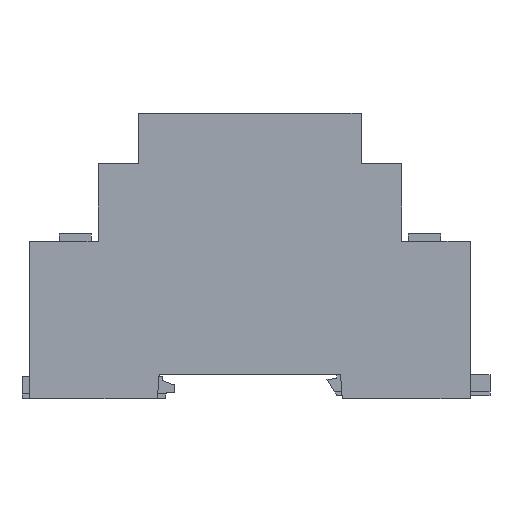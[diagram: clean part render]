
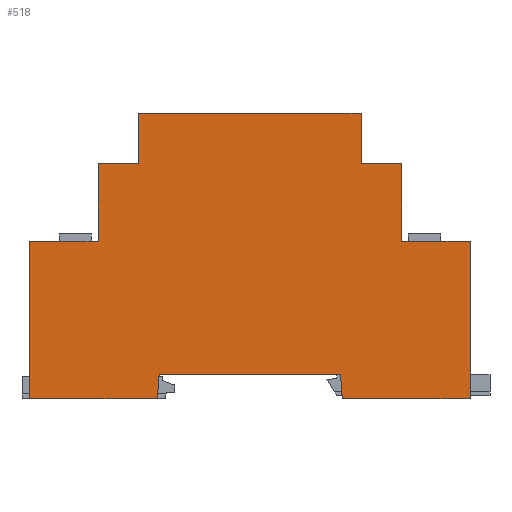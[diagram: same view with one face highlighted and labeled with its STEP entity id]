
A CAD part, left-side view. The second image highlights one B-rep face of the part: STEP entity #518.
In plain terms, the highlighted planar face has unit normal (-1, 0, 0).
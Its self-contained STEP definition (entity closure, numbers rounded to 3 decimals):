
#518=ADVANCED_FACE('',(#4938),#4940,.T.);
#4938=FACE_BOUND('',#4939,.T.);
#4939=EDGE_LOOP('',(#8448,#8449,#8450,#8451,#8452,#8453,#8454,#8455,#8456,#8457,
#8458,#8459,#8460,#8461,#8462,#8463));
#4940=PLANE('',#4941);
#4941=AXIS2_PLACEMENT_3D('',#4942,#4943,#4944);
#4942=CARTESIAN_POINT('',(-35.5,0.,0.));
#4943=DIRECTION('',(-1.,0.,0.));
#4944=DIRECTION('',(0.,0.,-1.));
#8448=ORIENTED_EDGE('',*,*,#11094,.T.);
#8449=ORIENTED_EDGE('',*,*,#11124,.T.);
#8450=ORIENTED_EDGE('',*,*,#11127,.T.);
#8451=ORIENTED_EDGE('',*,*,#11128,.T.);
#8452=ORIENTED_EDGE('',*,*,#11129,.T.);
#8453=ORIENTED_EDGE('',*,*,#11130,.T.);
#8454=ORIENTED_EDGE('',*,*,#11131,.T.);
#8455=ORIENTED_EDGE('',*,*,#11132,.T.);
#8456=ORIENTED_EDGE('',*,*,#11133,.T.);
#8457=ORIENTED_EDGE('',*,*,#11134,.T.);
#8458=ORIENTED_EDGE('',*,*,#11135,.T.);
#8459=ORIENTED_EDGE('',*,*,#11136,.T.);
#8460=ORIENTED_EDGE('',*,*,#11137,.T.);
#8461=ORIENTED_EDGE('',*,*,#11138,.T.);
#8462=ORIENTED_EDGE('',*,*,#11139,.T.);
#8463=ORIENTED_EDGE('',*,*,#11140,.T.);
#11094=EDGE_CURVE('',#12584,#12582,#12585,.T.);
#11124=EDGE_CURVE('',#12582,#12630,#12632,.T.);
#11127=EDGE_CURVE('',#12630,#12636,#12637,.T.);
#11128=EDGE_CURVE('',#12636,#12638,#12639,.T.);
#11129=EDGE_CURVE('',#12638,#12640,#12641,.T.);
#11130=EDGE_CURVE('',#12640,#12642,#12643,.T.);
#11131=EDGE_CURVE('',#12642,#12644,#12645,.T.);
#11132=EDGE_CURVE('',#12644,#12646,#12647,.T.);
#11133=EDGE_CURVE('',#12646,#12648,#12649,.T.);
#11134=EDGE_CURVE('',#12648,#12650,#12651,.T.);
#11135=EDGE_CURVE('',#12650,#12652,#12653,.T.);
#11136=EDGE_CURVE('',#12652,#12654,#12655,.T.);
#11137=EDGE_CURVE('',#12654,#12656,#12657,.T.);
#11138=EDGE_CURVE('',#12656,#12658,#12659,.T.);
#11139=EDGE_CURVE('',#12658,#12660,#12661,.T.);
#11140=EDGE_CURVE('',#12660,#12584,#12662,.T.);
#12582=VERTEX_POINT('',#15161);
#12584=VERTEX_POINT('',#15165);
#12585=LINE('',#15166,#15167);
#12630=VERTEX_POINT('',#15270);
#12632=LINE('',#15274,#15275);
#12636=VERTEX_POINT('',#15284);
#12637=LINE('',#15285,#15286);
#12638=VERTEX_POINT('',#15288);
#12639=LINE('',#15289,#15290);
#12640=VERTEX_POINT('',#15292);
#12641=LINE('',#15293,#15294);
#12642=VERTEX_POINT('',#15296);
#12643=LINE('',#15297,#15298);
#12644=VERTEX_POINT('',#15300);
#12645=LINE('',#15301,#15302);
#12646=VERTEX_POINT('',#15304);
#12647=LINE('',#15305,#15306);
#12648=VERTEX_POINT('',#15308);
#12649=LINE('',#15309,#15310);
#12650=VERTEX_POINT('',#15312);
#12651=LINE('',#15313,#15314);
#12652=VERTEX_POINT('',#15316);
#12653=LINE('',#15317,#15318);
#12654=VERTEX_POINT('',#15320);
#12655=LINE('',#15321,#15322);
#12656=VERTEX_POINT('',#15324);
#12657=LINE('',#15325,#15326);
#12658=VERTEX_POINT('',#15328);
#12659=LINE('',#15329,#15330);
#12660=VERTEX_POINT('',#15332);
#12661=LINE('',#15333,#15334);
#12662=LINE('',#15336,#15337);
#15161=CARTESIAN_POINT('',(-35.5,44.6,-4.987));
#15165=CARTESIAN_POINT('',(-35.5,44.6,26.878));
#15166=CARTESIAN_POINT('',(-35.5,44.6,26.878));
#15167=VECTOR('',#15168,1.);
#15168=DIRECTION('',(0.,0.,-1.));
#15270=CARTESIAN_POINT('',(-35.5,18.7,-4.987));
#15274=CARTESIAN_POINT('',(-35.5,44.6,-4.987));
#15275=VECTOR('',#15276,1.);
#15276=DIRECTION('',(0.,-1.,0.));
#15284=CARTESIAN_POINT('',(-35.5,18.351,0.));
#15285=CARTESIAN_POINT('',(-35.5,18.7,-4.987));
#15286=VECTOR('',#15287,1.);
#15287=DIRECTION('',(0.,-0.07,0.998));
#15288=CARTESIAN_POINT('',(-35.5,-18.351,0.));
#15289=CARTESIAN_POINT('',(-35.5,18.351,0.));
#15290=VECTOR('',#15291,1.);
#15291=DIRECTION('',(0.,-1.,0.));
#15292=CARTESIAN_POINT('',(-35.5,-18.7,-4.987));
#15293=CARTESIAN_POINT('',(-35.5,-18.351,0.));
#15294=VECTOR('',#15295,1.);
#15295=DIRECTION('',(0.,-0.07,-0.998));
#15296=CARTESIAN_POINT('',(-35.5,-44.6,-4.987));
#15297=CARTESIAN_POINT('',(-35.5,-18.7,-4.987));
#15298=VECTOR('',#15299,1.);
#15299=DIRECTION('',(0.,-1.,0.));
#15300=CARTESIAN_POINT('',(-35.5,-44.6,26.878));
#15301=CARTESIAN_POINT('',(-35.5,-44.6,-4.987));
#15302=VECTOR('',#15303,1.);
#15303=DIRECTION('',(0.,0.,1.));
#15304=CARTESIAN_POINT('',(-35.5,-30.7,26.878));
#15305=CARTESIAN_POINT('',(-35.5,-44.6,26.878));
#15306=VECTOR('',#15307,1.);
#15307=DIRECTION('',(0.,1.,0.));
#15308=CARTESIAN_POINT('',(-35.5,-30.7,42.606));
#15309=CARTESIAN_POINT('',(-35.5,-30.7,26.878));
#15310=VECTOR('',#15311,1.);
#15311=DIRECTION('',(0.,0.,1.));
#15312=CARTESIAN_POINT('',(-35.5,-22.5,42.606));
#15313=CARTESIAN_POINT('',(-35.5,-30.7,42.606));
#15314=VECTOR('',#15315,1.);
#15315=DIRECTION('',(0.,1.,0.));
#15316=CARTESIAN_POINT('',(-35.5,-22.5,52.804));
#15317=CARTESIAN_POINT('',(-35.5,-22.5,42.606));
#15318=VECTOR('',#15319,1.);
#15319=DIRECTION('',(0.,0.,1.));
#15320=CARTESIAN_POINT('',(-35.5,22.5,52.804));
#15321=CARTESIAN_POINT('',(-35.5,-22.5,52.804));
#15322=VECTOR('',#15323,1.);
#15323=DIRECTION('',(0.,1.,0.));
#15324=CARTESIAN_POINT('',(-35.5,22.5,42.606));
#15325=CARTESIAN_POINT('',(-35.5,22.5,52.804));
#15326=VECTOR('',#15327,1.);
#15327=DIRECTION('',(0.,0.,-1.));
#15328=CARTESIAN_POINT('',(-35.5,30.7,42.606));
#15329=CARTESIAN_POINT('',(-35.5,22.5,42.606));
#15330=VECTOR('',#15331,1.);
#15331=DIRECTION('',(0.,1.,0.));
#15332=CARTESIAN_POINT('',(-35.5,30.7,26.878));
#15333=CARTESIAN_POINT('',(-35.5,30.7,42.606));
#15334=VECTOR('',#15335,1.);
#15335=DIRECTION('',(0.,0.,-1.));
#15336=CARTESIAN_POINT('',(-35.5,30.7,26.878));
#15337=VECTOR('',#15338,1.);
#15338=DIRECTION('',(0.,1.,0.));
